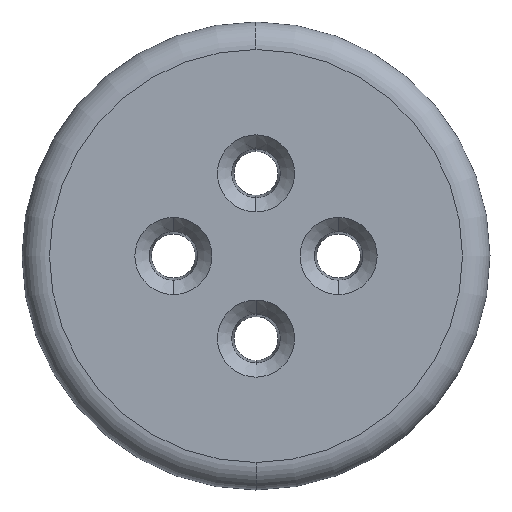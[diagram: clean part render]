
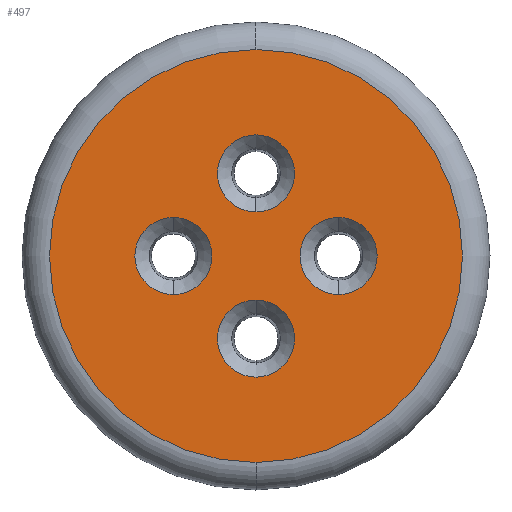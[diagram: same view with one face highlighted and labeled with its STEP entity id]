
A CAD part, left-side view. The second image highlights one B-rep face of the part: STEP entity #497.
In plain terms, the highlighted planar face has unit normal (-1, 0, 0).
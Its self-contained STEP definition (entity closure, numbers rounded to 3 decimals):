
#24 = EDGE_CURVE ( 'NONE', #2157, #868, #1865, .T. ) ;
#34 = EDGE_CURVE ( 'NONE', #2058, #1725, #688, .T. ) ;
#38 = CIRCLE ( 'NONE', #895, 2.8 ) ;
#42 = DIRECTION ( 'NONE',  ( 1., 0., 0. ) ) ;
#73 = CIRCLE ( 'NONE', #185, 2.8 ) ;
#110 = AXIS2_PLACEMENT_3D ( 'NONE', #1506, #777, #1000 ) ;
#167 = PLANE ( 'NONE',  #1570 ) ;
#185 = AXIS2_PLACEMENT_3D ( 'NONE', #938, #1299, #1612 ) ;
#238 = ORIENTED_EDGE ( 'NONE', *, *, #1314, .T. ) ;
#260 = ORIENTED_EDGE ( 'NONE', *, *, #680, .T. ) ;
#317 = CARTESIAN_POINT ( 'NONE',  ( 0., 0., 15. ) ) ;
#325 = AXIS2_PLACEMENT_3D ( 'NONE', #332, #1335, #1022 ) ;
#332 = CARTESIAN_POINT ( 'NONE',  ( 0., -6., 0. ) ) ;
#335 = CARTESIAN_POINT ( 'NONE',  ( 0., -6., 2.8 ) ) ;
#343 = DIRECTION ( 'NONE',  ( 0., 0., -1. ) ) ;
#374 = CARTESIAN_POINT ( 'NONE',  ( 0., 6., 0. ) ) ;
#396 = CIRCLE ( 'NONE', #1573, 2.8 ) ;
#444 = VERTEX_POINT ( 'NONE', #1673 ) ;
#470 = EDGE_CURVE ( 'NONE', #444, #761, #396, .T. ) ;
#486 = EDGE_CURVE ( 'NONE', #1704, #1455, #787, .T. ) ;
#490 = CARTESIAN_POINT ( 'NONE',  ( 0., 0., 0. ) ) ;
#497 = ADVANCED_FACE ( 'NONE', ( #647, #2018, #1995, #813, #1034 ), #167, .F. ) ;
#583 = DIRECTION ( 'NONE',  ( 0., 0., -1. ) ) ;
#602 = ORIENTED_EDGE ( 'NONE', *, *, #34, .T. ) ;
#626 = ORIENTED_EDGE ( 'NONE', *, *, #470, .T. ) ;
#643 = EDGE_LOOP ( 'NONE', ( #238, #816 ) ) ;
#647 = FACE_BOUND ( 'NONE', #643, .T. ) ;
#649 = CARTESIAN_POINT ( 'NONE',  ( 0., 0., -6. ) ) ;
#679 = EDGE_LOOP ( 'NONE', ( #626, #2140 ) ) ;
#680 = EDGE_CURVE ( 'NONE', #1682, #1364, #1716, .T. ) ;
#688 = CIRCLE ( 'NONE', #1539, 15. ) ;
#748 = CARTESIAN_POINT ( 'NONE',  ( 0., 6., 2.8 ) ) ;
#761 = VERTEX_POINT ( 'NONE', #1203 ) ;
#771 = DIRECTION ( 'NONE',  ( 1., 0., 0. ) ) ;
#777 = DIRECTION ( 'NONE',  ( 1., 0., 0. ) ) ;
#787 = CIRCLE ( 'NONE', #325, 2.8 ) ;
#813 = FACE_BOUND ( 'NONE', #1449, .T. ) ;
#816 = ORIENTED_EDGE ( 'NONE', *, *, #24, .T. ) ;
#830 = DIRECTION ( 'NONE',  ( 0., 0., -1. ) ) ;
#853 = ORIENTED_EDGE ( 'NONE', *, *, #1478, .T. ) ;
#868 = VERTEX_POINT ( 'NONE', #1773 ) ;
#880 = CARTESIAN_POINT ( 'NONE',  ( 0., 0., -8.8 ) ) ;
#895 = AXIS2_PLACEMENT_3D ( 'NONE', #649, #2179, #1348 ) ;
#938 = CARTESIAN_POINT ( 'NONE',  ( 0., 6., 0. ) ) ;
#953 = DIRECTION ( 'NONE',  ( 0., 0., -1. ) ) ;
#966 = CARTESIAN_POINT ( 'NONE',  ( 0., -6., 0. ) ) ;
#975 = DIRECTION ( 'NONE',  ( -1., 0., 0. ) ) ;
#1000 = DIRECTION ( 'NONE',  ( 0., 0., -1. ) ) ;
#1016 = EDGE_LOOP ( 'NONE', ( #853, #602 ) ) ;
#1022 = DIRECTION ( 'NONE',  ( 0., 0., -1. ) ) ;
#1034 = FACE_OUTER_BOUND ( 'NONE', #1016, .T. ) ;
#1071 = CARTESIAN_POINT ( 'NONE',  ( 0., 0., 0. ) ) ;
#1081 = AXIS2_PLACEMENT_3D ( 'NONE', #966, #771, #953 ) ;
#1183 = DIRECTION ( 'NONE',  ( 1., 0., 0. ) ) ;
#1203 = CARTESIAN_POINT ( 'NONE',  ( 0., 0., 3.2 ) ) ;
#1216 = AXIS2_PLACEMENT_3D ( 'NONE', #1071, #1443, #583 ) ;
#1221 = CARTESIAN_POINT ( 'NONE',  ( 0., -6., -2.8 ) ) ;
#1249 = ORIENTED_EDGE ( 'NONE', *, *, #486, .T. ) ;
#1299 = DIRECTION ( 'NONE',  ( 1., 0., 0. ) ) ;
#1314 = EDGE_CURVE ( 'NONE', #868, #2157, #38, .T. ) ;
#1335 = DIRECTION ( 'NONE',  ( 1., 0., 0. ) ) ;
#1348 = DIRECTION ( 'NONE',  ( 0., 0., -1. ) ) ;
#1364 = VERTEX_POINT ( 'NONE', #1881 ) ;
#1389 = CARTESIAN_POINT ( 'NONE',  ( 0., 0., 6. ) ) ;
#1443 = DIRECTION ( 'NONE',  ( -1., 0., 0. ) ) ;
#1449 = EDGE_LOOP ( 'NONE', ( #260, #1846 ) ) ;
#1455 = VERTEX_POINT ( 'NONE', #1221 ) ;
#1478 = EDGE_CURVE ( 'NONE', #1725, #2058, #2000, .T. ) ;
#1485 = EDGE_LOOP ( 'NONE', ( #1249, #2056 ) ) ;
#1506 = CARTESIAN_POINT ( 'NONE',  ( 0., 0., -6. ) ) ;
#1539 = AXIS2_PLACEMENT_3D ( 'NONE', #1676, #975, #830 ) ;
#1555 = CIRCLE ( 'NONE', #1736, 2.8 ) ;
#1570 = AXIS2_PLACEMENT_3D ( 'NONE', #490, #1697, #1708 ) ;
#1573 = AXIS2_PLACEMENT_3D ( 'NONE', #1880, #1183, #343 ) ;
#1597 = EDGE_CURVE ( 'NONE', #1455, #1704, #1823, .T. ) ;
#1612 = DIRECTION ( 'NONE',  ( 0., 0., -1. ) ) ;
#1640 = AXIS2_PLACEMENT_3D ( 'NONE', #374, #42, #2052 ) ;
#1673 = CARTESIAN_POINT ( 'NONE',  ( 0., 0., 8.8 ) ) ;
#1676 = CARTESIAN_POINT ( 'NONE',  ( 0., 0., 0. ) ) ;
#1682 = VERTEX_POINT ( 'NONE', #748 ) ;
#1697 = DIRECTION ( 'NONE',  ( 1., 0., 0. ) ) ;
#1704 = VERTEX_POINT ( 'NONE', #335 ) ;
#1708 = DIRECTION ( 'NONE',  ( 0., 0., -1. ) ) ;
#1716 = CIRCLE ( 'NONE', #1640, 2.8 ) ;
#1725 = VERTEX_POINT ( 'NONE', #2192 ) ;
#1729 = DIRECTION ( 'NONE',  ( 1., 0., 0. ) ) ;
#1736 = AXIS2_PLACEMENT_3D ( 'NONE', #1389, #1729, #1749 ) ;
#1749 = DIRECTION ( 'NONE',  ( 0., 0., -1. ) ) ;
#1773 = CARTESIAN_POINT ( 'NONE',  ( 0., 0., -3.2 ) ) ;
#1807 = EDGE_CURVE ( 'NONE', #1364, #1682, #73, .T. ) ;
#1823 = CIRCLE ( 'NONE', #1081, 2.8 ) ;
#1846 = ORIENTED_EDGE ( 'NONE', *, *, #1807, .T. ) ;
#1865 = CIRCLE ( 'NONE', #110, 2.8 ) ;
#1880 = CARTESIAN_POINT ( 'NONE',  ( 0., 0., 6. ) ) ;
#1881 = CARTESIAN_POINT ( 'NONE',  ( 0., 6., -2.8 ) ) ;
#1995 = FACE_BOUND ( 'NONE', #679, .T. ) ;
#2000 = CIRCLE ( 'NONE', #1216, 15. ) ;
#2018 = FACE_BOUND ( 'NONE', #1485, .T. ) ;
#2052 = DIRECTION ( 'NONE',  ( 0., 0., -1. ) ) ;
#2056 = ORIENTED_EDGE ( 'NONE', *, *, #1597, .T. ) ;
#2058 = VERTEX_POINT ( 'NONE', #317 ) ;
#2104 = EDGE_CURVE ( 'NONE', #761, #444, #1555, .T. ) ;
#2140 = ORIENTED_EDGE ( 'NONE', *, *, #2104, .T. ) ;
#2157 = VERTEX_POINT ( 'NONE', #880 ) ;
#2179 = DIRECTION ( 'NONE',  ( 1., 0., 0. ) ) ;
#2192 = CARTESIAN_POINT ( 'NONE',  ( 0., 0., -15. ) ) ;
